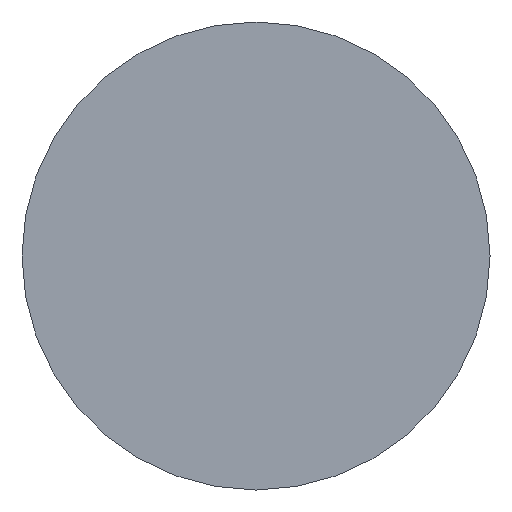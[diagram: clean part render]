
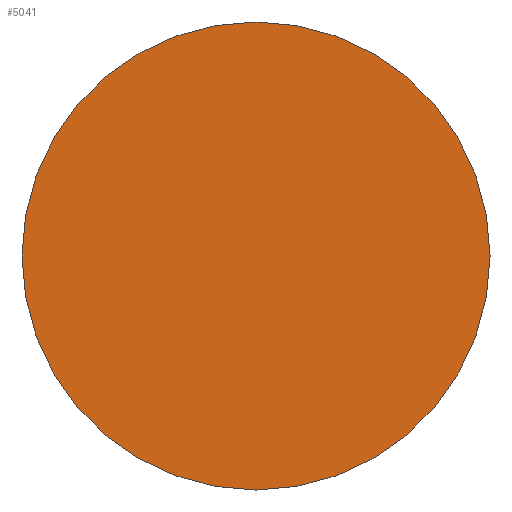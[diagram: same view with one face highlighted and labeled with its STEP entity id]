
A CAD part, front view. The second image highlights one B-rep face of the part: STEP entity #5041.
In plain terms, the highlighted planar face has unit normal (0, -1, 0).
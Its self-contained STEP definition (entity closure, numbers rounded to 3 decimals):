
#594=PLANE('',#5211);
#867=FACE_OUTER_BOUND('',#1160,.T.);
#1160=EDGE_LOOP('',(#4766));
#2066=CIRCLE('',#5209,13.75);
#2559=VERTEX_POINT('',#10039);
#3296=EDGE_CURVE('',#2559,#2559,#2066,.T.);
#4766=ORIENTED_EDGE('',*,*,#3296,.F.);
#5041=ADVANCED_FACE('',(#867),#594,.T.);
#5209=AXIS2_PLACEMENT_3D('',#10041,#5950,#5951);
#5211=AXIS2_PLACEMENT_3D('',#10043,#5954,#5955);
#5950=DIRECTION('center_axis',(0.,1.,0.));
#5951=DIRECTION('ref_axis',(0.,0.,1.));
#5954=DIRECTION('center_axis',(0.,-1.,0.));
#5955=DIRECTION('ref_axis',(0.,0.,-1.));
#10039=CARTESIAN_POINT('',(0.,-0.76,-13.75));
#10041=CARTESIAN_POINT('Origin',(0.,-0.76,0.));
#10043=CARTESIAN_POINT('Origin',(13.19,-0.76,0.));
